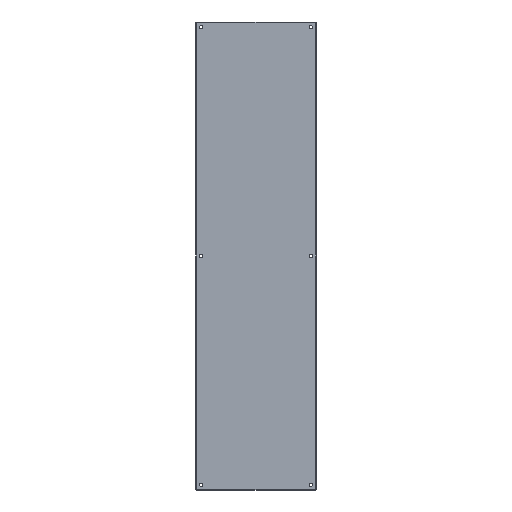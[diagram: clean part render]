
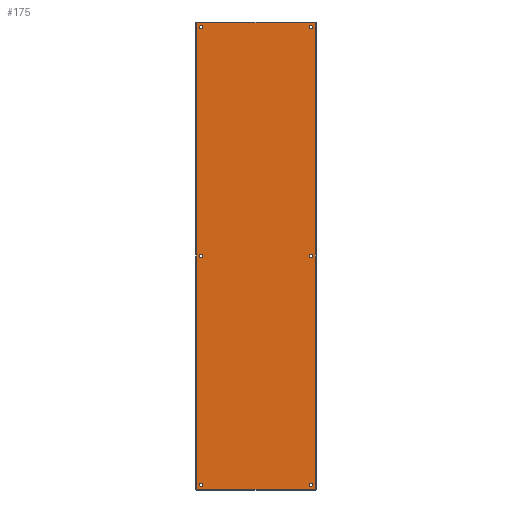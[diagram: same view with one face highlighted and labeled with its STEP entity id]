
A CAD part, front view. The second image highlights one B-rep face of the part: STEP entity #175.
In plain terms, the highlighted planar face has unit normal (0, -1, 0).
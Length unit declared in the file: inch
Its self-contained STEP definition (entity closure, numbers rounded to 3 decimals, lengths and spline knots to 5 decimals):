
#12 = ORIENTED_EDGE ( 'NONE', *, *, #1326, .F. ) ;
#22 = FACE_BOUND ( 'NONE', #193, .T. ) ;
#33 = DIRECTION ( 'NONE',  ( 0., 0., 1. ) ) ;
#39 = LINE ( 'NONE', #921, #1112 ) ;
#56 = DIRECTION ( 'NONE',  ( 0., 0., 1. ) ) ;
#70 = DIRECTION ( 'NONE',  ( 0., 0., 1. ) ) ;
#72 = DIRECTION ( 'NONE',  ( 0., -1., 0. ) ) ;
#74 = CIRCLE ( 'NONE', #1332, 0.28125 ) ;
#86 = EDGE_CURVE ( 'NONE', #791, #1083, #694, .T. ) ;
#94 = FACE_BOUND ( 'NONE', #853, .T. ) ;
#95 = VERTEX_POINT ( 'NONE', #1189 ) ;
#96 = CARTESIAN_POINT ( 'NONE',  ( 9.125, 0., 0. ) ) ;
#101 = CARTESIAN_POINT ( 'NONE',  ( -9.857, 0., -38.857 ) ) ;
#122 = FACE_BOUND ( 'NONE', #369, .T. ) ;
#123 = CARTESIAN_POINT ( 'NONE',  ( 9.857, 0., 38.857 ) ) ;
#124 = ORIENTED_EDGE ( 'NONE', *, *, #859, .F. ) ;
#137 = CIRCLE ( 'NONE', #1127, 0.28125 ) ;
#146 = DIRECTION ( 'NONE',  ( 0., 0., 1. ) ) ;
#147 = EDGE_CURVE ( 'NONE', #681, #174, #568, .T. ) ;
#150 = CARTESIAN_POINT ( 'NONE',  ( 9.125, 0., -0.28125 ) ) ;
#162 = VERTEX_POINT ( 'NONE', #150 ) ;
#169 = CARTESIAN_POINT ( 'NONE',  ( -9.125, 0., 0. ) ) ;
#174 = VERTEX_POINT ( 'NONE', #1073 ) ;
#175 = ADVANCED_FACE ( 'NONE', ( #306, #122, #1231, #235, #94, #928, #22 ), #360, .F. ) ;
#179 = ORIENTED_EDGE ( 'NONE', *, *, #1171, .F. ) ;
#186 = VECTOR ( 'NONE', #729, 39.37008 ) ;
#187 = EDGE_LOOP ( 'NONE', ( #1270, #1255 ) ) ;
#188 = CARTESIAN_POINT ( 'NONE',  ( -9.125, 0., 0.28125 ) ) ;
#193 = EDGE_LOOP ( 'NONE', ( #292, #1117 ) ) ;
#206 = VERTEX_POINT ( 'NONE', #803 ) ;
#213 = LINE ( 'NONE', #838, #186 ) ;
#218 = ORIENTED_EDGE ( 'NONE', *, *, #846, .F. ) ;
#224 = ORIENTED_EDGE ( 'NONE', *, *, #357, .F. ) ;
#225 = EDGE_CURVE ( 'NONE', #1083, #791, #716, .T. ) ;
#230 = CARTESIAN_POINT ( 'NONE',  ( 9.857, 0., 38.857 ) ) ;
#235 = FACE_BOUND ( 'NONE', #187, .T. ) ;
#238 = CARTESIAN_POINT ( 'NONE',  ( 9.125, 0., 38.125 ) ) ;
#244 = AXIS2_PLACEMENT_3D ( 'NONE', #1084, #1302, #70 ) ;
#277 = EDGE_LOOP ( 'NONE', ( #502, #1146 ) ) ;
#286 = EDGE_CURVE ( 'NONE', #95, #291, #448, .T. ) ;
#291 = VERTEX_POINT ( 'NONE', #1019 ) ;
#292 = ORIENTED_EDGE ( 'NONE', *, *, #977, .F. ) ;
#296 = EDGE_CURVE ( 'NONE', #813, #468, #39, .T. ) ;
#299 = AXIS2_PLACEMENT_3D ( 'NONE', #1246, #1342, #754 ) ;
#306 = FACE_OUTER_BOUND ( 'NONE', #904, .T. ) ;
#328 = AXIS2_PLACEMENT_3D ( 'NONE', #790, #787, #33 ) ;
#333 = DIRECTION ( 'NONE',  ( 0., 0., 1. ) ) ;
#352 = CARTESIAN_POINT ( 'NONE',  ( -9.125, 0., -38.125 ) ) ;
#357 = EDGE_CURVE ( 'NONE', #174, #681, #1110, .T. ) ;
#360 = PLANE ( 'NONE',  #244 ) ;
#369 = EDGE_LOOP ( 'NONE', ( #1010, #997 ) ) ;
#375 = VERTEX_POINT ( 'NONE', #1330 ) ;
#386 = AXIS2_PLACEMENT_3D ( 'NONE', #473, #1293, #56 ) ;
#396 = AXIS2_PLACEMENT_3D ( 'NONE', #1090, #469, #146 ) ;
#424 = CARTESIAN_POINT ( 'NONE',  ( 9.125, 0., 37.84375 ) ) ;
#434 = DIRECTION ( 'NONE',  ( 0., 0., 1. ) ) ;
#435 = AXIS2_PLACEMENT_3D ( 'NONE', #946, #1151, #1050 ) ;
#444 = VECTOR ( 'NONE', #642, 39.37008 ) ;
#448 = CIRCLE ( 'NONE', #585, 0.28125 ) ;
#462 = CIRCLE ( 'NONE', #535, 0.28125 ) ;
#468 = VERTEX_POINT ( 'NONE', #101 ) ;
#469 = DIRECTION ( 'NONE',  ( 0., -1., 0. ) ) ;
#473 = CARTESIAN_POINT ( 'NONE',  ( 9.125, 0., 0. ) ) ;
#502 = ORIENTED_EDGE ( 'NONE', *, *, #86, .F. ) ;
#514 = DIRECTION ( 'NONE',  ( 0., -1., 0. ) ) ;
#519 = CARTESIAN_POINT ( 'NONE',  ( -9.125, 0., 38.125 ) ) ;
#522 = CARTESIAN_POINT ( 'NONE',  ( 9.125, 0., 38.40625 ) ) ;
#535 = AXIS2_PLACEMENT_3D ( 'NONE', #238, #665, #333 ) ;
#549 = DIRECTION ( 'NONE',  ( 0., 0., 1. ) ) ;
#555 = VERTEX_POINT ( 'NONE', #424 ) ;
#568 = CIRCLE ( 'NONE', #396, 0.28125 ) ;
#570 = VERTEX_POINT ( 'NONE', #1157 ) ;
#585 = AXIS2_PLACEMENT_3D ( 'NONE', #624, #514, #616 ) ;
#609 = EDGE_CURVE ( 'NONE', #291, #95, #786, .T. ) ;
#616 = DIRECTION ( 'NONE',  ( 0., 0., 1. ) ) ;
#624 = CARTESIAN_POINT ( 'NONE',  ( 9.125, 0., -38.125 ) ) ;
#642 = DIRECTION ( 'NONE',  ( 0., 0., 1. ) ) ;
#645 = EDGE_CURVE ( 'NONE', #555, #871, #462, .T. ) ;
#665 = DIRECTION ( 'NONE',  ( 0., -1., 0. ) ) ;
#681 = VERTEX_POINT ( 'NONE', #765 ) ;
#694 = CIRCLE ( 'NONE', #328, 0.28125 ) ;
#704 = CARTESIAN_POINT ( 'NONE',  ( -9.125, 0., -37.84375 ) ) ;
#716 = CIRCLE ( 'NONE', #1037, 0.28125 ) ;
#729 = DIRECTION ( 'NONE',  ( 1., 0., 0. ) ) ;
#741 = DIRECTION ( 'NONE',  ( 0., 0., 1. ) ) ;
#754 = DIRECTION ( 'NONE',  ( 0., 0., 1. ) ) ;
#765 = CARTESIAN_POINT ( 'NONE',  ( -9.125, 0., 38.40625 ) ) ;
#768 = LINE ( 'NONE', #123, #967 ) ;
#786 = CIRCLE ( 'NONE', #1169, 0.28125 ) ;
#787 = DIRECTION ( 'NONE',  ( 0., -1., 0. ) ) ;
#790 = CARTESIAN_POINT ( 'NONE',  ( -9.125, 0., 0. ) ) ;
#791 = VERTEX_POINT ( 'NONE', #188 ) ;
#803 = CARTESIAN_POINT ( 'NONE',  ( 9.125, 0., 0.28125 ) ) ;
#804 = LINE ( 'NONE', #1041, #444 ) ;
#813 = VERTEX_POINT ( 'NONE', #1228 ) ;
#815 = DIRECTION ( 'NONE',  ( 0., 0., 1. ) ) ;
#837 = ORIENTED_EDGE ( 'NONE', *, *, #296, .F. ) ;
#838 = CARTESIAN_POINT ( 'NONE',  ( -9.857, 0., 38.857 ) ) ;
#846 = EDGE_CURVE ( 'NONE', #206, #162, #137, .T. ) ;
#853 = EDGE_LOOP ( 'NONE', ( #1162, #224 ) ) ;
#859 = EDGE_CURVE ( 'NONE', #375, #1163, #213, .T. ) ;
#862 = DIRECTION ( 'NONE',  ( 0., -1., 0. ) ) ;
#871 = VERTEX_POINT ( 'NONE', #522 ) ;
#874 = DIRECTION ( 'NONE',  ( 0., -1., 0. ) ) ;
#904 = EDGE_LOOP ( 'NONE', ( #837, #179, #124, #1233 ) ) ;
#921 = CARTESIAN_POINT ( 'NONE',  ( -9.857, 0., -38.857 ) ) ;
#926 = EDGE_CURVE ( 'NONE', #871, #555, #1173, .T. ) ;
#928 = FACE_BOUND ( 'NONE', #277, .T. ) ;
#945 = EDGE_LOOP ( 'NONE', ( #218, #12 ) ) ;
#946 = CARTESIAN_POINT ( 'NONE',  ( 9.125, 0., 38.125 ) ) ;
#967 = VECTOR ( 'NONE', #1181, 39.37008 ) ;
#977 = EDGE_CURVE ( 'NONE', #1268, #570, #1121, .T. ) ;
#995 = EDGE_CURVE ( 'NONE', #468, #375, #804, .T. ) ;
#997 = ORIENTED_EDGE ( 'NONE', *, *, #286, .F. ) ;
#1010 = ORIENTED_EDGE ( 'NONE', *, *, #609, .F. ) ;
#1019 = CARTESIAN_POINT ( 'NONE',  ( 9.125, 0., -37.84375 ) ) ;
#1037 = AXIS2_PLACEMENT_3D ( 'NONE', #169, #72, #815 ) ;
#1041 = CARTESIAN_POINT ( 'NONE',  ( -9.857, 0., 38.857 ) ) ;
#1050 = DIRECTION ( 'NONE',  ( 0., 0., 1. ) ) ;
#1072 = CARTESIAN_POINT ( 'NONE',  ( 9.125, 0., -38.125 ) ) ;
#1073 = CARTESIAN_POINT ( 'NONE',  ( -9.125, 0., 37.84375 ) ) ;
#1083 = VERTEX_POINT ( 'NONE', #1253 ) ;
#1084 = CARTESIAN_POINT ( 'NONE',  ( -9.857, 0., 38.857 ) ) ;
#1090 = CARTESIAN_POINT ( 'NONE',  ( -9.125, 0., 38.125 ) ) ;
#1110 = CIRCLE ( 'NONE', #1154, 0.28125 ) ;
#1112 = VECTOR ( 'NONE', #1211, 39.37008 ) ;
#1117 = ORIENTED_EDGE ( 'NONE', *, *, #1177, .F. ) ;
#1121 = CIRCLE ( 'NONE', #299, 0.28125 ) ;
#1127 = AXIS2_PLACEMENT_3D ( 'NONE', #96, #1335, #1130 ) ;
#1130 = DIRECTION ( 'NONE',  ( 0., 0., 1. ) ) ;
#1146 = ORIENTED_EDGE ( 'NONE', *, *, #225, .F. ) ;
#1151 = DIRECTION ( 'NONE',  ( 0., -1., 0. ) ) ;
#1154 = AXIS2_PLACEMENT_3D ( 'NONE', #519, #1226, #741 ) ;
#1157 = CARTESIAN_POINT ( 'NONE',  ( -9.125, 0., -38.40625 ) ) ;
#1162 = ORIENTED_EDGE ( 'NONE', *, *, #147, .F. ) ;
#1163 = VERTEX_POINT ( 'NONE', #230 ) ;
#1169 = AXIS2_PLACEMENT_3D ( 'NONE', #1072, #874, #434 ) ;
#1171 = EDGE_CURVE ( 'NONE', #1163, #813, #768, .T. ) ;
#1173 = CIRCLE ( 'NONE', #435, 0.28125 ) ;
#1177 = EDGE_CURVE ( 'NONE', #570, #1268, #74, .T. ) ;
#1181 = DIRECTION ( 'NONE',  ( 0., 0., -1. ) ) ;
#1189 = CARTESIAN_POINT ( 'NONE',  ( 9.125, 0., -38.40625 ) ) ;
#1211 = DIRECTION ( 'NONE',  ( -1., 0., 0. ) ) ;
#1226 = DIRECTION ( 'NONE',  ( 0., -1., 0. ) ) ;
#1228 = CARTESIAN_POINT ( 'NONE',  ( 9.857, 0., -38.857 ) ) ;
#1231 = FACE_BOUND ( 'NONE', #945, .T. ) ;
#1233 = ORIENTED_EDGE ( 'NONE', *, *, #995, .F. ) ;
#1242 = CIRCLE ( 'NONE', #386, 0.28125 ) ;
#1246 = CARTESIAN_POINT ( 'NONE',  ( -9.125, 0., -38.125 ) ) ;
#1253 = CARTESIAN_POINT ( 'NONE',  ( -9.125, 0., -0.28125 ) ) ;
#1255 = ORIENTED_EDGE ( 'NONE', *, *, #645, .F. ) ;
#1268 = VERTEX_POINT ( 'NONE', #704 ) ;
#1270 = ORIENTED_EDGE ( 'NONE', *, *, #926, .F. ) ;
#1293 = DIRECTION ( 'NONE',  ( 0., -1., 0. ) ) ;
#1302 = DIRECTION ( 'NONE',  ( 0., 1., 0. ) ) ;
#1326 = EDGE_CURVE ( 'NONE', #162, #206, #1242, .T. ) ;
#1330 = CARTESIAN_POINT ( 'NONE',  ( -9.857, 0., 38.857 ) ) ;
#1332 = AXIS2_PLACEMENT_3D ( 'NONE', #352, #862, #549 ) ;
#1335 = DIRECTION ( 'NONE',  ( 0., -1., 0. ) ) ;
#1342 = DIRECTION ( 'NONE',  ( 0., -1., 0. ) ) ;
